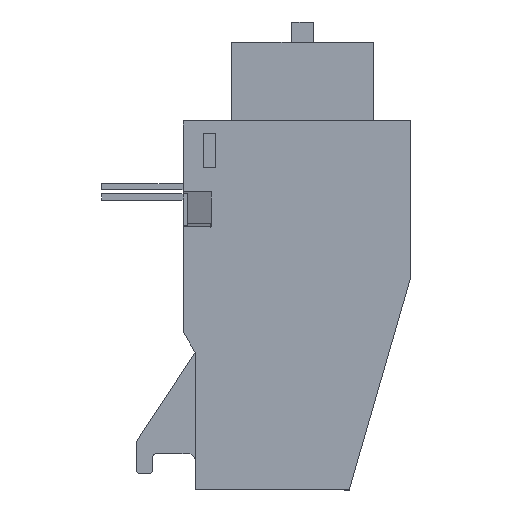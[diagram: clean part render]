
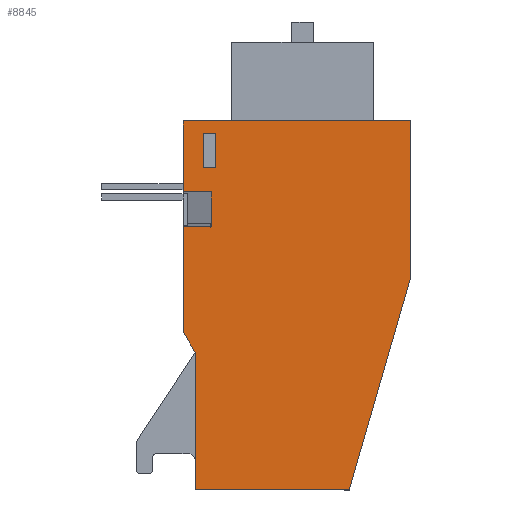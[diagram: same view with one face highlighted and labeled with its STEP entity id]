
A CAD part, left-side view. The second image highlights one B-rep face of the part: STEP entity #8845.
In plain terms, the highlighted planar face has unit normal (-1, 0, 0).
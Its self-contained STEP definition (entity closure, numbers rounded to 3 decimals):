
#6596=DIRECTION('',(0.,0.,1.));
#6597=VECTOR('',#6596,8.5);
#6598=CARTESIAN_POINT('',(-30.,16.5,65.5));
#6599=LINE('',#6598,#6597);
#6603=DIRECTION('',(0.,1.,0.));
#6604=VECTOR('',#6603,7.);
#6605=CARTESIAN_POINT('',(-30.,16.5,74.));
#6606=LINE('',#6605,#6604);
#6610=DIRECTION('',(0.,0.,1.));
#6611=VECTOR('',#6610,17.5);
#6612=CARTESIAN_POINT('',(-30.,23.5,74.));
#6613=LINE('',#6612,#6611);
#6617=DIRECTION('',(0.,-1.,0.));
#6618=VECTOR('',#6617,56.);
#6619=CARTESIAN_POINT('',(-30.,23.5,91.5));
#6620=LINE('',#6619,#6618);
#6624=DIRECTION('',(0.,0.,-1.));
#6625=VECTOR('',#6624,39.);
#6626=CARTESIAN_POINT('',(-30.,-32.5,91.5));
#6627=LINE('',#6626,#6625);
#6631=DIRECTION('',(0.,0.277,-0.961));
#6632=VECTOR('',#6631,54.12);
#6633=CARTESIAN_POINT('',(-30.,-32.5,52.5));
#6634=LINE('',#6633,#6632);
#6638=DIRECTION('',(0.,1.,0.));
#6639=VECTOR('',#6638,38.);
#6640=CARTESIAN_POINT('',(-30.,-17.5,0.5));
#6641=LINE('',#6640,#6639);
#6645=DIRECTION('',(0.,0.,1.));
#6646=VECTOR('',#6645,34.);
#6647=CARTESIAN_POINT('',(-30.,20.5,0.5));
#6648=LINE('',#6647,#6646);
#6652=DIRECTION('',(0.,0.514,0.857));
#6653=VECTOR('',#6652,5.831);
#6654=CARTESIAN_POINT('',(-30.,20.5,34.5));
#6655=LINE('',#6654,#6653);
#6659=DIRECTION('',(0.,0.,1.));
#6660=VECTOR('',#6659,26.);
#6661=CARTESIAN_POINT('',(-30.,23.5,39.5));
#6662=LINE('',#6661,#6660);
#6666=DIRECTION('',(0.,-1.,0.));
#6667=VECTOR('',#6666,7.);
#6668=CARTESIAN_POINT('',(-30.,23.5,65.5));
#6669=LINE('',#6668,#6667);
#6673=DIRECTION('',(0.,0.,-1.));
#6674=VECTOR('',#6673,8.5);
#6675=CARTESIAN_POINT('',(-30.,18.5,88.5));
#6676=LINE('',#6675,#6674);
#6680=DIRECTION('',(0.,-1.,0.));
#6681=VECTOR('',#6680,3.);
#6682=CARTESIAN_POINT('',(-30.,18.5,80.));
#6683=LINE('',#6682,#6681);
#6687=DIRECTION('',(0.,0.,1.));
#6688=VECTOR('',#6687,8.5);
#6689=CARTESIAN_POINT('',(-30.,15.5,80.));
#6690=LINE('',#6689,#6688);
#6694=DIRECTION('',(0.,1.,0.));
#6695=VECTOR('',#6694,3.);
#6696=CARTESIAN_POINT('',(-30.,15.5,88.5));
#6697=LINE('',#6696,#6695);
#8402=CARTESIAN_POINT('',(-30.,23.5,91.5));
#8403=VERTEX_POINT('',#8402);
#8404=CARTESIAN_POINT('',(-30.,23.5,74.));
#8405=VERTEX_POINT('',#8404);
#8418=CARTESIAN_POINT('',(-30.,23.5,65.5));
#8419=VERTEX_POINT('',#8418);
#8420=CARTESIAN_POINT('',(-30.,23.5,39.5));
#8421=VERTEX_POINT('',#8420);
#8486=CARTESIAN_POINT('',(-30.,20.5,34.5));
#8487=VERTEX_POINT('',#8486);
#8496=CARTESIAN_POINT('',(-30.,16.5,65.5));
#8497=CARTESIAN_POINT('',(-30.,16.5,74.));
#8498=VERTEX_POINT('',#8496);
#8499=VERTEX_POINT('',#8497);
#8500=CARTESIAN_POINT('',(-30.,-32.5,91.5));
#8501=VERTEX_POINT('',#8500);
#8502=CARTESIAN_POINT('',(-30.,-32.5,52.5));
#8503=VERTEX_POINT('',#8502);
#8504=CARTESIAN_POINT('',(-30.,-17.5,0.5));
#8505=VERTEX_POINT('',#8504);
#8506=CARTESIAN_POINT('',(-30.,20.5,0.5));
#8507=VERTEX_POINT('',#8506);
#8508=CARTESIAN_POINT('',(-30.,18.5,88.5));
#8509=CARTESIAN_POINT('',(-30.,18.5,80.));
#8510=VERTEX_POINT('',#8508);
#8511=VERTEX_POINT('',#8509);
#8512=CARTESIAN_POINT('',(-30.,15.5,80.));
#8513=VERTEX_POINT('',#8512);
#8514=CARTESIAN_POINT('',(-30.,15.5,88.5));
#8515=VERTEX_POINT('',#8514);
#8807=CARTESIAN_POINT('',(-30.,29.112,-8.612));
#8808=DIRECTION('',(-1.,0.,0.));
#8809=DIRECTION('',(0.,1.,0.));
#8810=AXIS2_PLACEMENT_3D('',#8807,#8808,#8809);
#8811=PLANE('',#8810);
#8813=ORIENTED_EDGE('',*,*,#8812,.T.);
#8815=ORIENTED_EDGE('',*,*,#8814,.T.);
#8817=ORIENTED_EDGE('',*,*,#8816,.T.);
#8819=ORIENTED_EDGE('',*,*,#8818,.T.);
#8820=ORIENTED_EDGE('',*,*,#8749,.T.);
#8822=ORIENTED_EDGE('',*,*,#8821,.T.);
#8824=ORIENTED_EDGE('',*,*,#8823,.T.);
#8826=ORIENTED_EDGE('',*,*,#8825,.T.);
#8828=ORIENTED_EDGE('',*,*,#8827,.T.);
#8830=ORIENTED_EDGE('',*,*,#8829,.T.);
#8832=ORIENTED_EDGE('',*,*,#8831,.T.);
#8833=EDGE_LOOP('',(#8813,#8815,#8817,#8819,#8820,#8822,#8824,#8826,#8828,#8830,
#8832));
#8834=FACE_OUTER_BOUND('',#8833,.F.);
#8836=ORIENTED_EDGE('',*,*,#8835,.T.);
#8838=ORIENTED_EDGE('',*,*,#8837,.T.);
#8840=ORIENTED_EDGE('',*,*,#8839,.T.);
#8842=ORIENTED_EDGE('',*,*,#8841,.T.);
#8843=EDGE_LOOP('',(#8836,#8838,#8840,#8842));
#8844=FACE_BOUND('',#8843,.F.);
#8749=EDGE_CURVE('',#8501,#8503,#6627,.T.);
#8812=EDGE_CURVE('',#8498,#8499,#6599,.T.);
#8814=EDGE_CURVE('',#8499,#8405,#6606,.T.);
#8816=EDGE_CURVE('',#8405,#8403,#6613,.T.);
#8818=EDGE_CURVE('',#8403,#8501,#6620,.T.);
#8821=EDGE_CURVE('',#8503,#8505,#6634,.T.);
#8823=EDGE_CURVE('',#8505,#8507,#6641,.T.);
#8825=EDGE_CURVE('',#8507,#8487,#6648,.T.);
#8827=EDGE_CURVE('',#8487,#8421,#6655,.T.);
#8829=EDGE_CURVE('',#8421,#8419,#6662,.T.);
#8831=EDGE_CURVE('',#8419,#8498,#6669,.T.);
#8835=EDGE_CURVE('',#8510,#8511,#6676,.T.);
#8837=EDGE_CURVE('',#8511,#8513,#6683,.T.);
#8839=EDGE_CURVE('',#8513,#8515,#6690,.T.);
#8841=EDGE_CURVE('',#8515,#8510,#6697,.T.);
#8845=ADVANCED_FACE('',(#8834,#8844),#8811,.T.);
